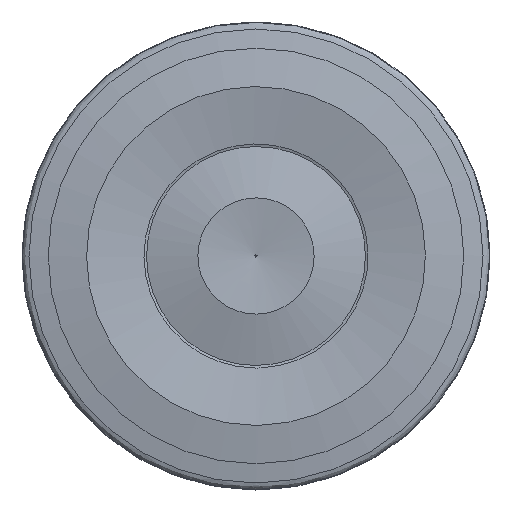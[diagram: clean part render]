
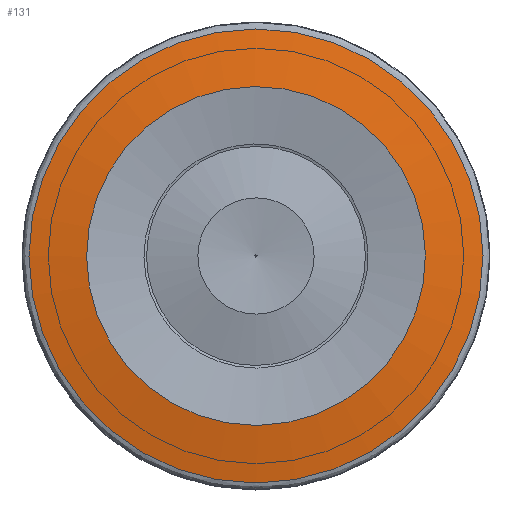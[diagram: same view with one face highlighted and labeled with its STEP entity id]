
A CAD part, left-side view. The second image highlights one B-rep face of the part: STEP entity #131.
In plain terms, the highlighted face is a revolution surface.
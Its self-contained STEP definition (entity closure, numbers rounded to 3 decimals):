
#26=SURFACE_OF_REVOLUTION('',#51,#39);
#39=AXIS1_PLACEMENT('',#709,#595);
#51=LINE('',#708,#61);
#61=VECTOR('',#594,5.562);
#131=ADVANCED_FACE('',(#187,#188),#26,.T.);
#187=FACE_BOUND('',#251,.T.);
#188=FACE_BOUND('',#252,.T.);
#251=EDGE_LOOP('',(#315));
#252=EDGE_LOOP('',(#316));
#315=ORIENTED_EDGE('',*,*,#393,.F.);
#316=ORIENTED_EDGE('',*,*,#394,.T.);
#361=VERTEX_POINT('',#705);
#362=VERTEX_POINT('',#707);
#393=EDGE_CURVE('',#361,#361,#426,.T.);
#394=EDGE_CURVE('',#362,#362,#427,.T.);
#426=CIRCLE('',#483,21.583);
#427=CIRCLE('',#484,16.106);
#483=AXIS2_PLACEMENT_3D('',#704,#590,#591);
#484=AXIS2_PLACEMENT_3D('',#706,#592,#593);
#590=DIRECTION('',(1.,0.,0.));
#591=DIRECTION('',(0.,0.,-1.));
#592=DIRECTION('',(1.,0.,0.));
#593=DIRECTION('',(0.,0.,-1.));
#594=DIRECTION('',(0.166,-0.986,0.));
#595=DIRECTION('',(1.,0.,0.));
#704=CARTESIAN_POINT('',(0.971,0.,0.));
#705=CARTESIAN_POINT('',(0.971,0.,-21.583));
#706=CARTESIAN_POINT('',(0.05,0.,0.));
#707=CARTESIAN_POINT('',(0.05,0.,-16.106));
#708=CARTESIAN_POINT('',(0.05,-16.075,1.));
#709=CARTESIAN_POINT('',(8.,0.,0.));
